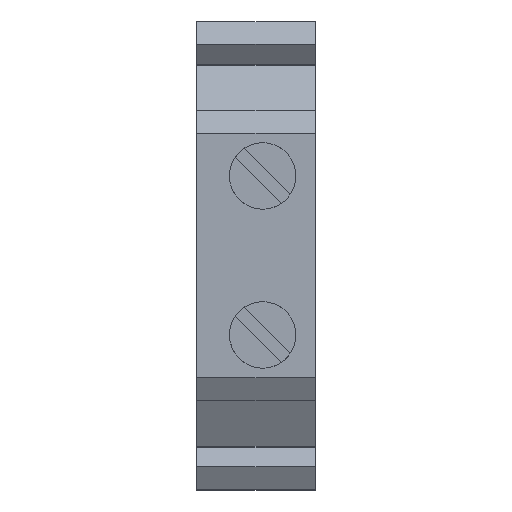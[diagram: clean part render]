
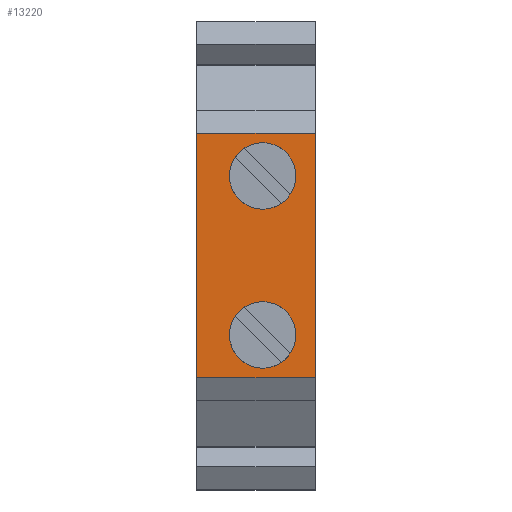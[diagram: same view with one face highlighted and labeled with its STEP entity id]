
A CAD part, top view. The second image highlights one B-rep face of the part: STEP entity #13220.
In plain terms, the highlighted face is planar.
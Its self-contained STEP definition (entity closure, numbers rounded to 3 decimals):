
#7910=CARTESIAN_POINT('',(-189.822,231.888,-4.88));
#7920=VERTEX_POINT('',#7910);
#8270=CARTESIAN_POINT('',(-183.622,231.888,-4.88));
#8280=VERTEX_POINT('',#8270);
#8310=CARTESIAN_POINT('',(-186.722,231.888,-4.88));
#8320=DIRECTION('',(0.,1.,0.));
#8330=DIRECTION('',(1.,0.,0.));
#8340=AXIS2_PLACEMENT_3D('',#8310,#8320,#8330);
#8350=CIRCLE('',#8340,3.1);
#8360=EDGE_CURVE('',#7920,#8280,#8350,.T.);
#12140=CARTESIAN_POINT('',(-190.722,231.888,0.));
#12150=VERTEX_POINT('',#12140);
#12230=CARTESIAN_POINT('',(-190.722,231.888,-11.));
#12240=VERTEX_POINT('',#12230);
#12270=CARTESIAN_POINT('',(-190.722,231.888,0.));
#12280=DIRECTION('',(0.,0.,1.));
#12290=VECTOR('',#12280,1.);
#12300=LINE('',#12270,#12290);
#12310=EDGE_CURVE('',#12240,#12150,#12300,.T.);
#12720=CARTESIAN_POINT('',(-168.422,231.888,0.));
#12730=DIRECTION('',(-0.,1.,0.));
#12740=DIRECTION('',(1.,0.,0.));
#12750=AXIS2_PLACEMENT_3D('',#12720,#12730,#12740);
#12760=PLANE('',#12750);
#12770=CARTESIAN_POINT('',(-171.922,231.888,-4.88));
#12780=DIRECTION('',(0.,-1.,0.));
#12790=DIRECTION('',(-1.,0.,0.));
#12800=AXIS2_PLACEMENT_3D('',#12770,#12780,#12790);
#12810=CIRCLE('',#12800,3.1);
#12820=CARTESIAN_POINT('',(-175.022,231.888,-4.88));
#12830=VERTEX_POINT('',#12820);
#12840=CARTESIAN_POINT('',(-168.822,231.888,-4.88));
#12850=VERTEX_POINT('',#12840);
#12860=EDGE_CURVE('',#12830,#12850,#12810,.T.);
#12870=ORIENTED_EDGE('',*,*,#12860,.T.);
#12880=EDGE_CURVE('',#12850,#12830,#12810,.T.);
#12890=ORIENTED_EDGE('',*,*,#12880,.T.);
#12900=EDGE_LOOP('',(#12890,#12870));
#12910=FACE_BOUND('',#12900,.T.);
#12920=EDGE_CURVE('',#8280,#7920,#8350,.T.);
#12930=ORIENTED_EDGE('',*,*,#12920,.F.);
#12940=ORIENTED_EDGE('',*,*,#8360,.F.);
#12950=EDGE_LOOP('',(#12940,#12930));
#12960=FACE_BOUND('',#12950,.T.);
#12970=CARTESIAN_POINT('',(0.,231.888,0.));
#12980=DIRECTION('',(-1.,0.,0.));
#12990=VECTOR('',#12980,1.);
#13000=LINE('',#12970,#12990);
#13010=CARTESIAN_POINT('',(-167.922,231.888,0.));
#13020=VERTEX_POINT('',#13010);
#13030=EDGE_CURVE('',#13020,#12150,#13000,.T.);
#13040=ORIENTED_EDGE('',*,*,#13030,.F.);
#13050=ORIENTED_EDGE('',*,*,#12310,.T.);
#13060=CARTESIAN_POINT('',(0.,231.888,-11.));
#13070=DIRECTION('',(-1.,0.,0.));
#13080=VECTOR('',#13070,1.);
#13090=LINE('',#13060,#13080);
#13100=CARTESIAN_POINT('',(-167.922,231.888,-11.));
#13110=VERTEX_POINT('',#13100);
#13120=EDGE_CURVE('',#13110,#12240,#13090,.T.);
#13130=ORIENTED_EDGE('',*,*,#13120,.T.);
#13140=CARTESIAN_POINT('',(-167.922,231.888,0.));
#13150=DIRECTION('',(0.,0.,1.));
#13160=VECTOR('',#13150,1.);
#13170=LINE('',#13140,#13160);
#13180=EDGE_CURVE('',#13110,#13020,#13170,.T.);
#13190=ORIENTED_EDGE('',*,*,#13180,.F.);
#13200=EDGE_LOOP('',(#13190,#13130,#13050,#13040));
#13210=FACE_OUTER_BOUND('',#13200,.T.);
#13220=ADVANCED_FACE('',(#12910,#12960,#13210),#12760,.T.);
